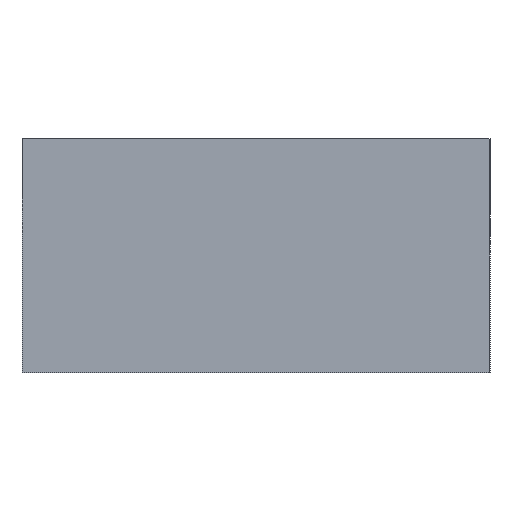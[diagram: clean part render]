
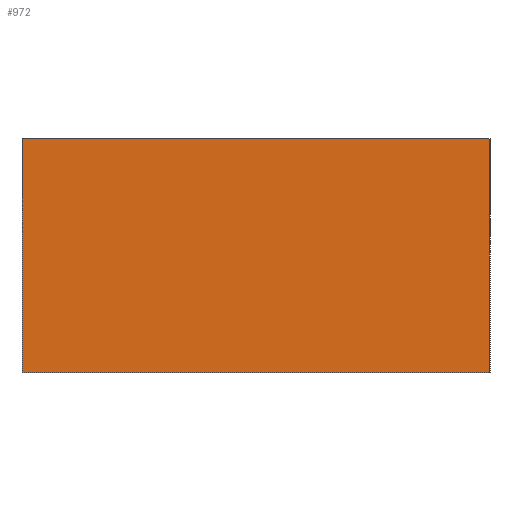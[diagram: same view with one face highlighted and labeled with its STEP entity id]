
A CAD part, front view. The second image highlights one B-rep face of the part: STEP entity #972.
In plain terms, the highlighted planar face has unit normal (0, -1, 0).
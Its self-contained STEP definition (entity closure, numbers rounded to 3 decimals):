
#177=DIRECTION('',(1.,0.,0.));
#178=VECTOR('',#177,6.);
#179=CARTESIAN_POINT('',(-10.2,14.5,3.));
#180=LINE('',#179,#178);
#205=DIRECTION('',(0.,0.,-1.));
#206=VECTOR('',#205,0.007);
#207=CARTESIAN_POINT('',(-4.2,14.5,3.));
#208=LINE('',#207,#206);
#213=DIRECTION('',(-1.,0.,0.));
#214=VECTOR('',#213,0.007);
#215=CARTESIAN_POINT('',(-4.2,14.5,0.007));
#216=LINE('',#215,#214);
#217=DIRECTION('',(0.,0.,1.));
#218=VECTOR('',#217,0.007);
#219=CARTESIAN_POINT('',(-4.2,14.5,0.));
#220=LINE('',#219,#218);
#221=DIRECTION('',(0.,0.,-1.));
#222=VECTOR('',#221,2.986);
#223=CARTESIAN_POINT('',(-4.207,14.5,2.993));
#224=LINE('',#223,#222);
#273=DIRECTION('',(0.,0.,1.));
#274=VECTOR('',#273,3.);
#275=CARTESIAN_POINT('',(-10.2,14.5,0.));
#276=LINE('',#275,#274);
#345=DIRECTION('',(-1.,0.,0.));
#346=VECTOR('',#345,6.);
#347=CARTESIAN_POINT('',(-4.2,14.5,0.));
#348=LINE('',#347,#346);
#481=DIRECTION('',(-1.,0.,0.));
#482=VECTOR('',#481,0.007);
#483=CARTESIAN_POINT('',(-4.2,14.5,2.993));
#484=LINE('',#483,#482);
#503=CARTESIAN_POINT('',(-4.207,14.5,2.993));
#504=VERTEX_POINT('',#503);
#505=CARTESIAN_POINT('',(-4.207,14.5,0.007));
#506=VERTEX_POINT('',#505);
#529=CARTESIAN_POINT('',(-4.2,14.5,0.007));
#530=VERTEX_POINT('',#529);
#569=CARTESIAN_POINT('',(-10.2,14.5,0.));
#570=VERTEX_POINT('',#569);
#571=CARTESIAN_POINT('',(-10.2,14.5,3.));
#572=VERTEX_POINT('',#571);
#597=CARTESIAN_POINT('',(-4.2,14.5,0.));
#598=VERTEX_POINT('',#597);
#603=CARTESIAN_POINT('',(-4.2,14.5,2.993));
#604=VERTEX_POINT('',#603);
#605=CARTESIAN_POINT('',(-4.2,14.5,3.));
#606=VERTEX_POINT('',#605);
#951=CARTESIAN_POINT('',(-7.2,14.5,0.007));
#952=DIRECTION('',(0.,-1.,0.));
#953=DIRECTION('',(0.,0.,-1.));
#954=AXIS2_PLACEMENT_3D('',#951,#952,#953);
#955=PLANE('',#954);
#957=ORIENTED_EDGE('',*,*,#956,.T.);
#959=ORIENTED_EDGE('',*,*,#958,.F.);
#961=ORIENTED_EDGE('',*,*,#960,.F.);
#963=ORIENTED_EDGE('',*,*,#962,.T.);
#965=ORIENTED_EDGE('',*,*,#964,.T.);
#966=ORIENTED_EDGE('',*,*,#913,.T.);
#967=ORIENTED_EDGE('',*,*,#942,.T.);
#969=ORIENTED_EDGE('',*,*,#968,.T.);
#970=EDGE_LOOP('',(#957,#959,#961,#963,#965,#966,#967,#969));
#971=FACE_OUTER_BOUND('',#970,.F.);
#972=ADVANCED_FACE('',(#971),#955,.T.);
#913=EDGE_CURVE('',#572,#606,#180,.T.);
#942=EDGE_CURVE('',#606,#604,#208,.T.);
#956=EDGE_CURVE('',#504,#506,#224,.T.);
#958=EDGE_CURVE('',#530,#506,#216,.T.);
#960=EDGE_CURVE('',#598,#530,#220,.T.);
#962=EDGE_CURVE('',#598,#570,#348,.T.);
#964=EDGE_CURVE('',#570,#572,#276,.T.);
#968=EDGE_CURVE('',#604,#504,#484,.T.);
